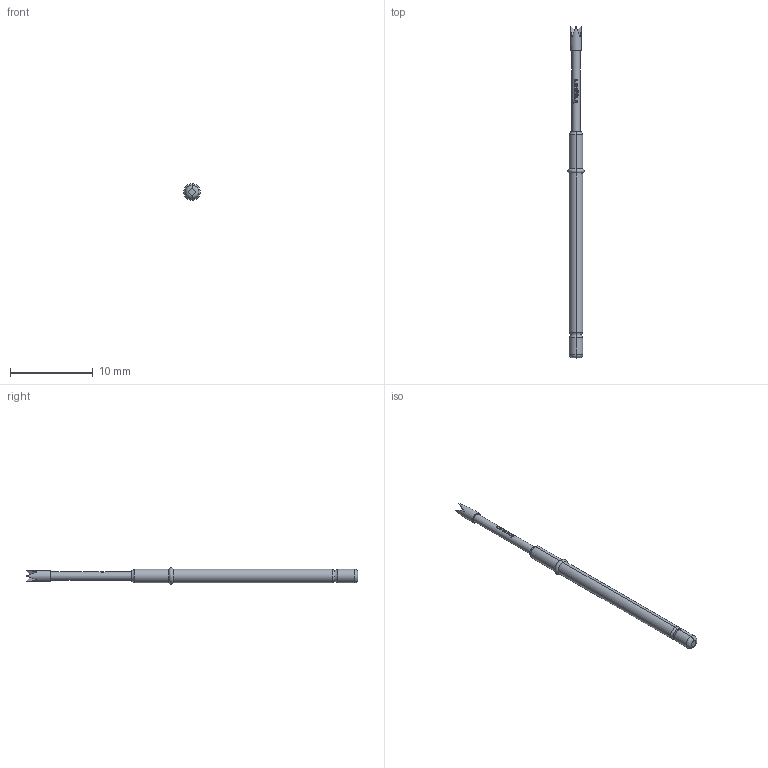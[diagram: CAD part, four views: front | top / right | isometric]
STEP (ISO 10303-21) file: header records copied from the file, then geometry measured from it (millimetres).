
FILE_DESCRIPTION (( 'STEP AP203' ), '1' );
FILE_NAME ('INGUN_GKS-412_214_130_A_xx05.STEP', '2022-02-01T09:52:34', ( 'ochi' ), ( '' ), 'SwSTEP 2.0', 'SolidWorks 2018', '' );
FILE_SCHEMA (( 'CONFIG_CONTROL_DESIGN' ));
Length unit declared in the file: millimetre
Products named in the file (1): INGUN_GKS-412_214_130_A_xx05
Bounding box: 2 x 40.2 x 2 mm (x, y, z)
Volume: 69.1 mm3; surface area: 190.1 mm2
Topology: 1 solids, 1 shells, 107 faces, 272 edges, 175 vertices
Faces by surface type: plane 59, bspline 22, cylinder 16, torus 10
Entity records: 3551 total; most frequent: CARTESIAN_POINT 1097, ORIENTED_EDGE 544, DIRECTION 422, EDGE_CURVE 272, VERTEX_POINT 175, AXIS2_PLACEMENT_3D 164, EDGE_LOOP 115, FACE_OUTER_BOUND 107
